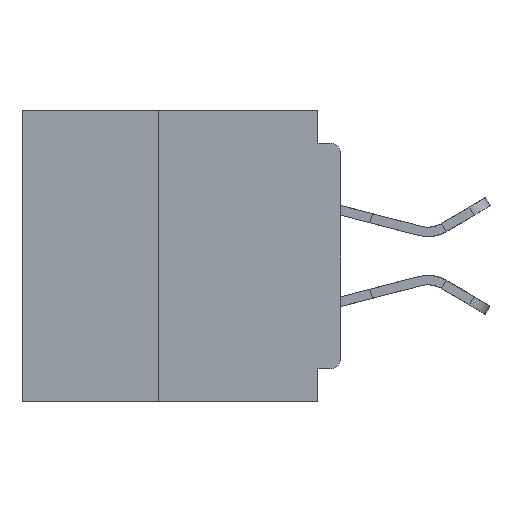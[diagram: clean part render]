
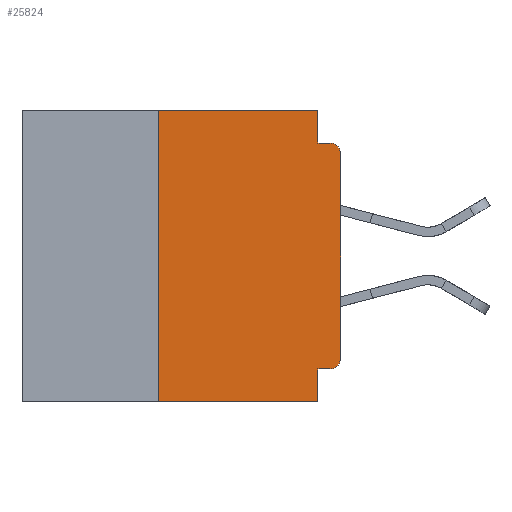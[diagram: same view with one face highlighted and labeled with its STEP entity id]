
A CAD part, left-side view. The second image highlights one B-rep face of the part: STEP entity #25824.
In plain terms, the highlighted planar face has unit normal (-1, 0, 0).
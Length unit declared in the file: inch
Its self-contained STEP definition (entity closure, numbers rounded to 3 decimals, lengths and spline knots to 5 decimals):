
#458 = ORIENTED_EDGE ( 'NONE', *, *, #30873, .T. ) ;
#1493 = DIRECTION ( 'NONE',  ( 0., -1., 0. ) ) ;
#1579 = LINE ( 'NONE', #12425, #39133 ) ;
#2318 = DIRECTION ( 'NONE',  ( 0., 0., -1. ) ) ;
#2787 = VECTOR ( 'NONE', #24080, 39.37008 ) ;
#3774 = AXIS2_PLACEMENT_3D ( 'NONE', #32857, #11137, #36502 ) ;
#4006 = EDGE_CURVE ( 'NONE', #37577, #30789, #12868, .T. ) ;
#4594 = VERTEX_POINT ( 'NONE', #43268 ) ;
#6066 = VERTEX_POINT ( 'NONE', #29689 ) ;
#6529 = ORIENTED_EDGE ( 'NONE', *, *, #32304, .F. ) ;
#6632 = VERTEX_POINT ( 'NONE', #7196 ) ;
#7072 = VECTOR ( 'NONE', #21856, 39.37008 ) ;
#7196 = CARTESIAN_POINT ( 'NONE',  ( 0., 0.031, -0.4 ) ) ;
#8023 = FACE_OUTER_BOUND ( 'NONE', #26565, .T. ) ;
#8868 = CIRCLE ( 'NONE', #3774, 0.015 ) ;
#9361 = DIRECTION ( 'NONE',  ( 0., -1., 0. ) ) ;
#10351 = LINE ( 'NONE', #16506, #28518 ) ;
#10640 = DIRECTION ( 'NONE',  ( -1., 0., 0. ) ) ;
#11137 = DIRECTION ( 'NONE',  ( -1., 0., 0. ) ) ;
#11748 = VECTOR ( 'NONE', #18474, 39.37008 ) ;
#12425 = CARTESIAN_POINT ( 'NONE',  ( 0., 0.437, -0.4 ) ) ;
#12542 = LINE ( 'NONE', #16768, #2787 ) ;
#12868 = LINE ( 'NONE', #29276, #11748 ) ;
#13663 = CARTESIAN_POINT ( 'NONE',  ( 0., 0., 0. ) ) ;
#14262 = DIRECTION ( 'NONE',  ( 0., 0., -1. ) ) ;
#14717 = ORIENTED_EDGE ( 'NONE', *, *, #32095, .F. ) ;
#14744 = EDGE_CURVE ( 'NONE', #15529, #6066, #8868, .T. ) ;
#14806 = CARTESIAN_POINT ( 'NONE',  ( 0., 0., -0.355 ) ) ;
#15436 = ORIENTED_EDGE ( 'NONE', *, *, #41975, .F. ) ;
#15529 = VERTEX_POINT ( 'NONE', #22980 ) ;
#16350 = AXIS2_PLACEMENT_3D ( 'NONE', #32375, #10640, #36003 ) ;
#16506 = CARTESIAN_POINT ( 'NONE',  ( 0., 0.437, 0. ) ) ;
#16768 = CARTESIAN_POINT ( 'NONE',  ( 0., 0.25, -0.4 ) ) ;
#17246 = VERTEX_POINT ( 'NONE', #18477 ) ;
#17836 = ORIENTED_EDGE ( 'NONE', *, *, #44445, .F. ) ;
#18331 = CARTESIAN_POINT ( 'NONE',  ( 0., 0.25, 0. ) ) ;
#18474 = DIRECTION ( 'NONE',  ( 0., -1., 0. ) ) ;
#18477 = CARTESIAN_POINT ( 'NONE',  ( 0., 0.031, -0.355 ) ) ;
#18620 = VERTEX_POINT ( 'NONE', #19642 ) ;
#18793 = CARTESIAN_POINT ( 'NONE',  ( 0., 0.031, -0.045 ) ) ;
#19620 = EDGE_CURVE ( 'NONE', #24266, #30789, #44469, .T. ) ;
#19642 = CARTESIAN_POINT ( 'NONE',  ( 0., 0.031, 0. ) ) ;
#20509 = CARTESIAN_POINT ( 'NONE',  ( 0., 0.015, -0.045 ) ) ;
#20532 = PLANE ( 'NONE',  #38676 ) ;
#20934 = CARTESIAN_POINT ( 'NONE',  ( 0., 0., -0.06 ) ) ;
#21856 = DIRECTION ( 'NONE',  ( 0., 0., -1. ) ) ;
#22980 = CARTESIAN_POINT ( 'NONE',  ( 0., 0.015, -0.355 ) ) ;
#23344 = ORIENTED_EDGE ( 'NONE', *, *, #39546, .T. ) ;
#24080 = DIRECTION ( 'NONE',  ( 0., 0., 1. ) ) ;
#24170 = DIRECTION ( 'NONE',  ( 1., 0., 0. ) ) ;
#24266 = VERTEX_POINT ( 'NONE', #20934 ) ;
#24604 = DIRECTION ( 'NONE',  ( 0., 0., 1. ) ) ;
#25241 = VECTOR ( 'NONE', #24604, 39.37008 ) ;
#25748 = DIRECTION ( 'NONE',  ( 0., 1., 0. ) ) ;
#25824 = ADVANCED_FACE ( 'NONE', ( #8023 ), #20532, .F. ) ;
#26155 = VECTOR ( 'NONE', #14262, 39.37008 ) ;
#26387 = LINE ( 'NONE', #13663, #25241 ) ;
#26565 = EDGE_LOOP ( 'NONE', ( #458, #29539, #43116, #17836, #14717, #15436, #23344, #6529, #40222, #34535 ) ) ;
#27931 = LINE ( 'NONE', #35983, #26155 ) ;
#28518 = VECTOR ( 'NONE', #9361, 39.37008 ) ;
#29276 = CARTESIAN_POINT ( 'NONE',  ( 0., 0., -0.045 ) ) ;
#29539 = ORIENTED_EDGE ( 'NONE', *, *, #19620, .T. ) ;
#29689 = CARTESIAN_POINT ( 'NONE',  ( 0., 0., -0.34 ) ) ;
#30789 = VERTEX_POINT ( 'NONE', #20509 ) ;
#30873 = EDGE_CURVE ( 'NONE', #6066, #24266, #26387, .T. ) ;
#31762 = EDGE_CURVE ( 'NONE', #15529, #17246, #43265, .T. ) ;
#32095 = EDGE_CURVE ( 'NONE', #39293, #18620, #10351, .T. ) ;
#32304 = EDGE_CURVE ( 'NONE', #17246, #6632, #27931, .T. ) ;
#32375 = CARTESIAN_POINT ( 'NONE',  ( 0., 0.015, -0.06 ) ) ;
#32857 = CARTESIAN_POINT ( 'NONE',  ( 0., 0.015, -0.34 ) ) ;
#34535 = ORIENTED_EDGE ( 'NONE', *, *, #14744, .T. ) ;
#35983 = CARTESIAN_POINT ( 'NONE',  ( 0., 0.031, -0.4 ) ) ;
#36003 = DIRECTION ( 'NONE',  ( 0., 0., -1. ) ) ;
#36502 = DIRECTION ( 'NONE',  ( 0., 0., -1. ) ) ;
#37577 = VERTEX_POINT ( 'NONE', #18793 ) ;
#38676 = AXIS2_PLACEMENT_3D ( 'NONE', #45675, #24170, #2318 ) ;
#39133 = VECTOR ( 'NONE', #1493, 39.37008 ) ;
#39293 = VERTEX_POINT ( 'NONE', #18331 ) ;
#39546 = EDGE_CURVE ( 'NONE', #4594, #6632, #1579, .T. ) ;
#40222 = ORIENTED_EDGE ( 'NONE', *, *, #31762, .F. ) ;
#41975 = EDGE_CURVE ( 'NONE', #4594, #39293, #12542, .T. ) ;
#42108 = VECTOR ( 'NONE', #25748, 39.37008 ) ;
#43116 = ORIENTED_EDGE ( 'NONE', *, *, #4006, .F. ) ;
#43265 = LINE ( 'NONE', #14806, #42108 ) ;
#43268 = CARTESIAN_POINT ( 'NONE',  ( 0., 0.25, -0.4 ) ) ;
#43542 = CARTESIAN_POINT ( 'NONE',  ( 0., 0.031, 0. ) ) ;
#44445 = EDGE_CURVE ( 'NONE', #18620, #37577, #45676, .T. ) ;
#44469 = CIRCLE ( 'NONE', #16350, 0.015 ) ;
#45675 = CARTESIAN_POINT ( 'NONE',  ( 0., 0.437, 0. ) ) ;
#45676 = LINE ( 'NONE', #43542, #7072 ) ;
